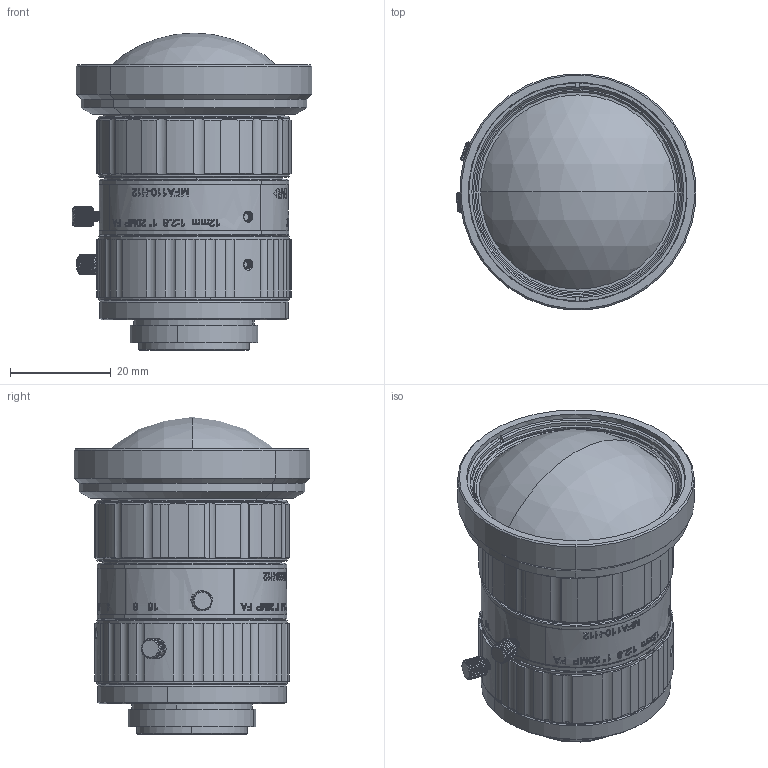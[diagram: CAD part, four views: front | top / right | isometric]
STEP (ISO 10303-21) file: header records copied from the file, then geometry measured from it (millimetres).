
FILE_DESCRIPTION (( 'STEP AP203' ), '1' );
FILE_NAME ('MFA110-H12.STEP', '2021-01-04T06:04:05', ( '' ), ( '' ), 'SwSTEP 2.0', 'SolidWorks 2017', '' );
FILE_SCHEMA (( 'CONFIG_CONTROL_DESIGN' ));
Length unit declared in the file: millimetre
Products named in the file (8): 60019-SQ（带标签）.sldasm-Part-3; 60019-SQ（带标签）.sldasm-Part-5; MFA110-H12; 60019-SQ（带标签）.sldasm-Part-2; 60019-SQ（带标签）.sldasm-Part-7; 60019-SQ（带标签）.sldasm-Part-6; 60019-SQ（带标签）.sldasm-Part-1; 60019-SQ（带标签）.sldasm-Part-4
Assembly tree (7 placements, depth 2):
  MFA110-H12
    60019-SQ（带标签）.sldasm-Part-1
    60019-SQ（带标签）.sldasm-Part-2
    60019-SQ（带标签）.sldasm-Part-3
    60019-SQ（带标签）.sldasm-Part-4
    60019-SQ（带标签）.sldasm-Part-5
    60019-SQ（带标签）.sldasm-Part-6
    60019-SQ（带标签）.sldasm-Part-7
Bounding box: 47.57 x 46.82 x 63.13 mm (x, y, z)
Volume: 67038.1 mm3; surface area: 17643.2 mm2
Topology: 7 solids, 12 shells, 4297 faces, 12328 edges, 8169 vertices
Faces by surface type: plane 3377, cylinder 584, bspline 193, cone 125, torus 12, sphere 6
Entity records: 224475 total; most frequent: CARTESIAN_POINT 127837, ORIENTED_EDGE 24656, DIRECTION 13937, EDGE_CURVE 12328, VERTEX_POINT 8169, B_SPLINE_CURVE_WITH_KNOTS 5602, AXIS2_PLACEMENT_3D 5061, EDGE_LOOP 4431
